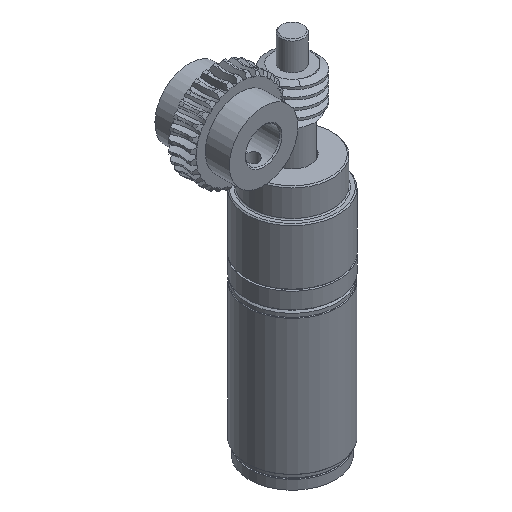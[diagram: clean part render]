
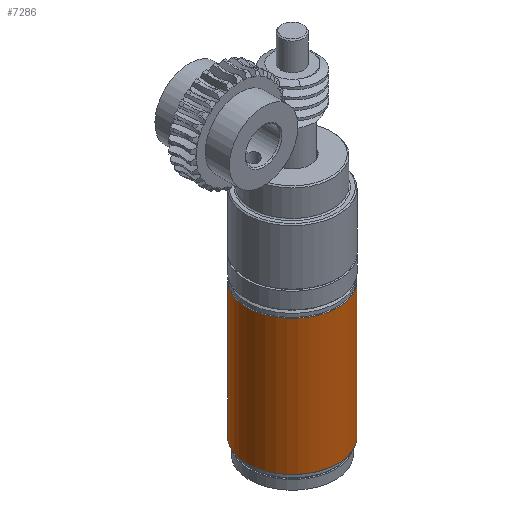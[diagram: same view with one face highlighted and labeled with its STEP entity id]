
A CAD part, isometric view. The second image highlights one B-rep face of the part: STEP entity #7286.
In plain terms, the highlighted cylindrical face has radius 4 mm (diameter 8 mm), a full revolution.
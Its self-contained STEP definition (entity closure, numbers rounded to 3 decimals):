
#1185=FACE_BOUND('',#1827,.T.);
#1366=FACE_OUTER_BOUND('',#1826,.T.);
#1826=EDGE_LOOP('',(#4957));
#1827=EDGE_LOOP('',(#4958));
#2276=CIRCLE('',#7765,4.);
#2277=CIRCLE('',#7767,4.);
#2765=VERTEX_POINT('',#12336);
#2766=VERTEX_POINT('',#12339);
#3600=EDGE_CURVE('',#2765,#2765,#2276,.T.);
#3601=EDGE_CURVE('',#2766,#2766,#2277,.T.);
#4957=ORIENTED_EDGE('',*,*,#3601,.F.);
#4958=ORIENTED_EDGE('',*,*,#3600,.T.);
#6635=CYLINDRICAL_SURFACE('',#7766,4.);
#7286=ADVANCED_FACE('',(#1366,#1185),#6635,.T.);
#7765=AXIS2_PLACEMENT_3D('',#12337,#8910,#8911);
#7766=AXIS2_PLACEMENT_3D('',#12338,#8912,#8913);
#7767=AXIS2_PLACEMENT_3D('',#12340,#8914,#8915);
#8910=DIRECTION('center_axis',(0.,0.,1.));
#8911=DIRECTION('ref_axis',(0.,1.,0.));
#8912=DIRECTION('center_axis',(0.,0.,1.));
#8913=DIRECTION('ref_axis',(0.,1.,0.));
#8914=DIRECTION('center_axis',(0.,0.,1.));
#8915=DIRECTION('ref_axis',(0.,1.,0.));
#12336=CARTESIAN_POINT('',(0.,4.,1.45));
#12337=CARTESIAN_POINT('Origin',(0.,0.,
1.45));
#12338=CARTESIAN_POINT('Origin',(0.,0.,
7.35));
#12339=CARTESIAN_POINT('',(0.,4.,13.25));
#12340=CARTESIAN_POINT('Origin',(0.,0.,
13.25));
